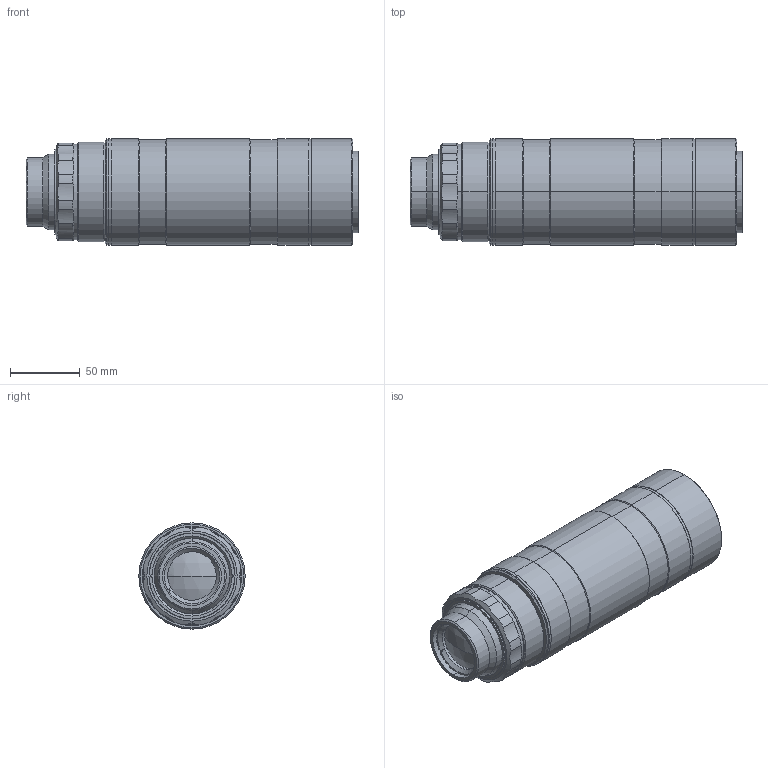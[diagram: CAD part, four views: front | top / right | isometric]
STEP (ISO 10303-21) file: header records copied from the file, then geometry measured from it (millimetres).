
FILE_DESCRIPTION (( 'STEP AP203' ), '1' );
FILE_NAME ('DP71562-B_MC12K150X-I.step', '2022-01-03T14:48:17', ( '' ), ( '' ), 'SwSTEP 2.0', 'SolidWorks 2021', '' );
FILE_SCHEMA (( 'CONFIG_CONTROL_DESIGN' ));
Length unit declared in the file: millimetre
Products named in the file (1): DP71562-B_MC12K150X-I
Bounding box: 237.36 x 76 x 76 mm (x, y, z)
Surface area: 107341.9 mm2 (no closed solid volume)
Topology: 0 solids, 13 shells, 128 faces, 337 edges, 223 vertices
Faces by surface type: cylinder 69, cone 32, plane 25, sphere 2
Entity records: 4389 total; most frequent: CARTESIAN_POINT 1111, DIRECTION 719, ORIENTED_EDGE 593, EDGE_CURVE 337, AXIS2_PLACEMENT_3D 295, VERTEX_POINT 223, CIRCLE 166, EDGE_LOOP 148
